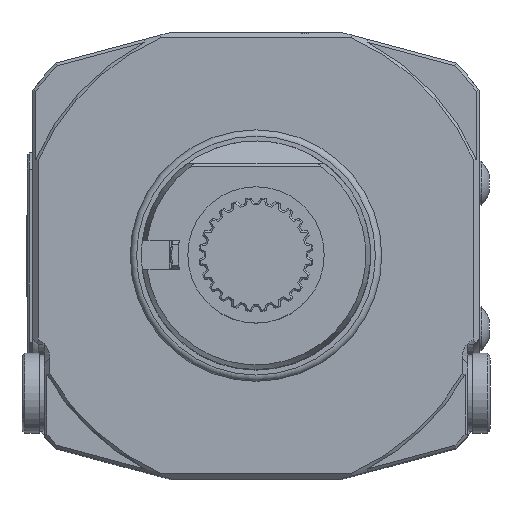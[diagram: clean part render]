
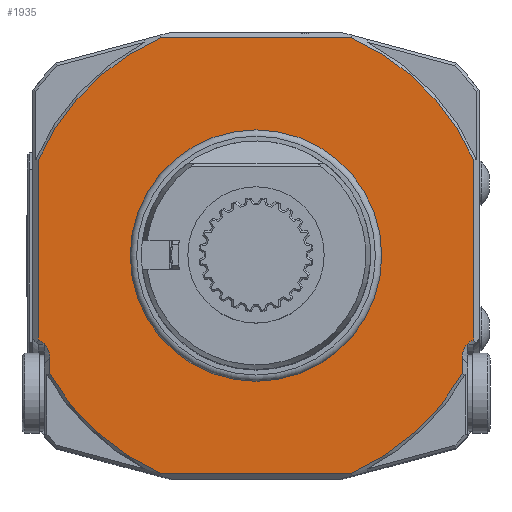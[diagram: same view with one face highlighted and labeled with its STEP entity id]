
A CAD part, top view. The second image highlights one B-rep face of the part: STEP entity #1935.
In plain terms, the highlighted planar face has unit normal (0, 0, 1).
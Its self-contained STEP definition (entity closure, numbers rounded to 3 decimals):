
#286=LINE('',#11258,#865);
#287=LINE('',#11265,#866);
#292=LINE('',#11342,#871);
#302=LINE('',#11399,#881);
#309=LINE('',#11465,#888);
#332=LINE('',#11563,#911);
#865=VECTOR('',#8735,1.);
#866=VECTOR('',#8738,1.);
#871=VECTOR('',#8751,1.);
#881=VECTOR('',#8787,1.);
#888=VECTOR('',#8826,1.);
#911=VECTOR('',#8899,1.);
#1573=FACE_BOUND('',#3067,.T.);
#1574=FACE_BOUND('',#3068,.T.);
#1656=B_SPLINE_CURVE_WITH_KNOTS('',3,(#11228,#11229,#11230,#11231,#11232,
#11233,#11234,#11235,#11236,#11237,#11238,#11239,#11240),.UNSPECIFIED.,
 .F.,.F.,(4,3,3,3,4),(0.,0.329,0.588,0.849,
1.),.UNSPECIFIED.);
#1661=B_SPLINE_CURVE_WITH_KNOTS('',3,(#11277,#11278,#11279,#11280,#11281,
#11282,#11283,#11284,#11285,#11286,#11287,#11288,#11289),.UNSPECIFIED.,
 .F.,.F.,(4,3,3,3,4),(0.,0.257,0.516,0.761,
1.),.UNSPECIFIED.);
#1935=ADVANCED_FACE('',(#1573,#1574),#2306,.T.);
#2306=PLANE('',#7873);
#3067=EDGE_LOOP('',(#3983));
#3068=EDGE_LOOP('',(#3984,#3985,#3986,#3987,#3988,#3989,#3990,#3991,#3992,
#3993,#3994,#3995));
#3983=ORIENTED_EDGE('',*,*,#6603,.F.);
#3984=ORIENTED_EDGE('',*,*,#6508,.F.);
#3985=ORIENTED_EDGE('',*,*,#6544,.T.);
#3986=ORIENTED_EDGE('',*,*,#6454,.T.);
#3987=ORIENTED_EDGE('',*,*,#6451,.T.);
#3988=ORIENTED_EDGE('',*,*,#6461,.F.);
#3989=ORIENTED_EDGE('',*,*,#6466,.T.);
#3990=ORIENTED_EDGE('',*,*,#6467,.F.);
#3991=ORIENTED_EDGE('',*,*,#6449,.T.);
#3992=ORIENTED_EDGE('',*,*,#6447,.T.);
#3993=ORIENTED_EDGE('',*,*,#6486,.T.);
#3994=ORIENTED_EDGE('',*,*,#6499,.F.);
#3995=ORIENTED_EDGE('',*,*,#6506,.T.);
#5701=VERTEX_POINT('',#11227);
#5702=VERTEX_POINT('',#11241);
#5703=VERTEX_POINT('',#11259);
#5704=VERTEX_POINT('',#11266);
#5705=VERTEX_POINT('',#11267);
#5706=VERTEX_POINT('',#11290);
#5710=VERTEX_POINT('',#11328);
#5714=VERTEX_POINT('',#11341);
#5724=VERTEX_POINT('',#11398);
#5734=VERTEX_POINT('',#11443);
#5739=VERTEX_POINT('',#11464);
#5740=VERTEX_POINT('',#11471);
#5792=VERTEX_POINT('',#11718);
#6447=EDGE_CURVE('',#5702,#5701,#1656,.T.);
#6449=EDGE_CURVE('',#5703,#5702,#286,.T.);
#6451=EDGE_CURVE('',#5704,#5705,#287,.T.);
#6454=EDGE_CURVE('',#5706,#5704,#1661,.T.);
#6461=EDGE_CURVE('',#5710,#5705,#7429,.T.);
#6466=EDGE_CURVE('',#5710,#5714,#292,.T.);
#6467=EDGE_CURVE('',#5703,#5714,#7430,.T.);
#6486=EDGE_CURVE('',#5701,#5724,#302,.T.);
#6499=EDGE_CURVE('',#5734,#5724,#7436,.T.);
#6506=EDGE_CURVE('',#5734,#5739,#309,.T.);
#6508=EDGE_CURVE('',#5740,#5739,#7437,.T.);
#6544=EDGE_CURVE('',#5740,#5706,#332,.T.);
#6603=EDGE_CURVE('',#5792,#5792,#7457,.T.);
#7429=CIRCLE('',#7766,41.5);
#7430=CIRCLE('',#7769,41.5);
#7436=CIRCLE('',#7795,41.5);
#7437=CIRCLE('',#7798,41.5);
#7457=CIRCLE('',#7872,21.699);
#7766=AXIS2_PLACEMENT_3D('',#11329,#8744,#8745);
#7769=AXIS2_PLACEMENT_3D('',#11344,#8754,#8755);
#7795=AXIS2_PLACEMENT_3D('',#11442,#8819,#8820);
#7798=AXIS2_PLACEMENT_3D('',#11472,#8829,#8830);
#7872=AXIS2_PLACEMENT_3D('',#11717,#9033,#9034);
#7873=AXIS2_PLACEMENT_3D('',#11719,#9035,#9036);
#8735=DIRECTION('',(0.,1.,0.));
#8738=DIRECTION('',(0.,-1.,0.));
#8744=DIRECTION('',(0.,0.,-1.));
#8745=DIRECTION('',(0.,1.,0.));
#8751=DIRECTION('',(1.,0.,0.));
#8754=DIRECTION('',(0.,0.,-1.));
#8755=DIRECTION('',(0.,1.,0.));
#8787=DIRECTION('',(0.,1.,0.));
#8819=DIRECTION('',(0.,0.,-1.));
#8820=DIRECTION('',(0.,1.,0.));
#8826=DIRECTION('',(-1.,0.,0.));
#8829=DIRECTION('',(0.,0.,-1.));
#8830=DIRECTION('',(0.,1.,0.));
#8899=DIRECTION('',(0.,-1.,0.));
#9033=DIRECTION('',(0.,0.,1.));
#9034=DIRECTION('',(0.,-1.,0.));
#9035=DIRECTION('',(0.,0.,1.));
#9036=DIRECTION('',(0.,1.,0.));
#11227=CARTESIAN_POINT('',(38.,-14.735,0.));
#11228=CARTESIAN_POINT('',(36.,-17.984,0.));
#11229=CARTESIAN_POINT('',(36.,-17.54,0.));
#11230=CARTESIAN_POINT('',(36.059,-17.088,0.));
#11231=CARTESIAN_POINT('',(36.196,-16.666,0.));
#11232=CARTESIAN_POINT('',(36.305,-16.333,0.));
#11233=CARTESIAN_POINT('',(36.466,-16.012,0.));
#11234=CARTESIAN_POINT('',(36.676,-15.732,0.));
#11235=CARTESIAN_POINT('',(36.887,-15.451,0.));
#11236=CARTESIAN_POINT('',(37.153,-15.206,0.));
#11237=CARTESIAN_POINT('',(37.449,-15.017,0.));
#11238=CARTESIAN_POINT('',(37.622,-14.905,0.));
#11239=CARTESIAN_POINT('',(37.808,-14.811,0.));
#11240=CARTESIAN_POINT('',(38.,-14.735,0.));
#11241=CARTESIAN_POINT('',(36.,-17.984,0.));
#11258=CARTESIAN_POINT('',(36.,41.5,0.));
#11259=CARTESIAN_POINT('',(36.,-20.646,0.));
#11265=CARTESIAN_POINT('',(-36.,41.5,0.));
#11266=CARTESIAN_POINT('',(-36.,-17.984,0.));
#11267=CARTESIAN_POINT('',(-36.,-20.646,0.));
#11277=CARTESIAN_POINT('',(-38.,-14.735,0.));
#11278=CARTESIAN_POINT('',(-37.677,-14.863,0.));
#11279=CARTESIAN_POINT('',(-37.37,-15.044,0.));
#11280=CARTESIAN_POINT('',(-37.106,-15.271,0.));
#11281=CARTESIAN_POINT('',(-36.842,-15.499,0.));
#11282=CARTESIAN_POINT('',(-36.617,-15.779,0.));
#11283=CARTESIAN_POINT('',(-36.448,-16.084,0.));
#11284=CARTESIAN_POINT('',(-36.288,-16.374,0.));
#11285=CARTESIAN_POINT('',(-36.173,-16.692,0.));
#11286=CARTESIAN_POINT('',(-36.101,-17.016,0.));
#11287=CARTESIAN_POINT('',(-36.031,-17.333,0.));
#11288=CARTESIAN_POINT('',(-36.,-17.66,0.));
#11289=CARTESIAN_POINT('',(-36.,-17.984,0.));
#11290=CARTESIAN_POINT('',(-38.,-14.735,0.));
#11328=CARTESIAN_POINT('',(-16.681,-38.,0.));
#11329=CARTESIAN_POINT('',(0.,0.,0.));
#11341=CARTESIAN_POINT('',(16.681,-38.,0.));
#11342=CARTESIAN_POINT('',(0.,-38.,0.));
#11344=CARTESIAN_POINT('',(0.,0.,0.));
#11398=CARTESIAN_POINT('',(38.,16.681,0.));
#11399=CARTESIAN_POINT('',(38.,41.5,0.));
#11442=CARTESIAN_POINT('',(0.,0.,0.));
#11443=CARTESIAN_POINT('',(16.681,38.,0.));
#11464=CARTESIAN_POINT('',(-16.681,38.,0.));
#11465=CARTESIAN_POINT('',(0.,38.,0.));
#11471=CARTESIAN_POINT('',(-38.,16.681,0.));
#11472=CARTESIAN_POINT('',(0.,0.,0.));
#11563=CARTESIAN_POINT('',(-38.,41.5,0.));
#11717=CARTESIAN_POINT('',(0.,0.,0.));
#11718=CARTESIAN_POINT('',(0.,-21.699,0.));
#11719=CARTESIAN_POINT('',(0.,41.5,0.));
